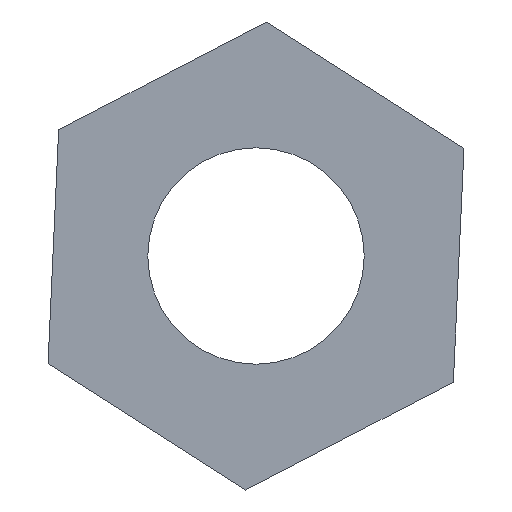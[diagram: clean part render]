
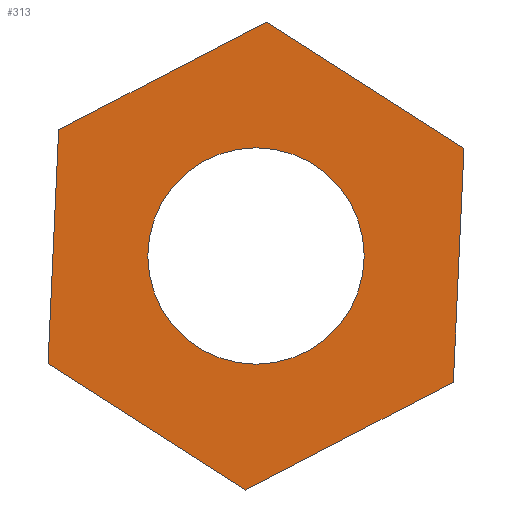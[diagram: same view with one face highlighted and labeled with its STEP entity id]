
A CAD part, front view. The second image highlights one B-rep face of the part: STEP entity #313.
In plain terms, the highlighted planar face has unit normal (0, -1, 0).
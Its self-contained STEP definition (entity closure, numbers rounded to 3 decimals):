
#4 = CARTESIAN_POINT ( 'NONE',  ( 0., -2.025, -2.6 ) ) ;
#5 = VECTOR ( 'NONE', #159, 1000. ) ;
#7 = DIRECTION ( 'NONE',  ( 0., 0., 1. ) ) ;
#14 = VERTEX_POINT ( 'NONE', #94 ) ;
#22 = EDGE_CURVE ( 'NONE', #77, #14, #147, .T. ) ;
#28 = AXIS2_PLACEMENT_3D ( 'NONE', #89, #124, #193 ) ;
#34 = DIRECTION ( 'NONE',  ( 0.842, 0., -0.539 ) ) ;
#37 = ORIENTED_EDGE ( 'NONE', *, *, #281, .F. ) ;
#38 = VECTOR ( 'NONE', #34, 1000. ) ;
#49 = CARTESIAN_POINT ( 'NONE',  ( 4.998, -2.025, 2.59 ) ) ;
#51 = ORIENTED_EDGE ( 'NONE', *, *, #324, .F. ) ;
#52 = CARTESIAN_POINT ( 'NONE',  ( 4.742, -2.025, -3.033 ) ) ;
#53 = ORIENTED_EDGE ( 'NONE', *, *, #222, .F. ) ;
#58 = CIRCLE ( 'NONE', #110, 2.6 ) ;
#61 = VERTEX_POINT ( 'NONE', #181 ) ;
#63 = EDGE_CURVE ( 'NONE', #212, #301, #114, .T. ) ;
#77 = VERTEX_POINT ( 'NONE', #232 ) ;
#84 = CARTESIAN_POINT ( 'NONE',  ( 0., -2.025, 2.6 ) ) ;
#86 = CARTESIAN_POINT ( 'NONE',  ( 0., -2.025, 0. ) ) ;
#88 = ORIENTED_EDGE ( 'NONE', *, *, #122, .F. ) ;
#89 = CARTESIAN_POINT ( 'NONE',  ( 0., -2.025, 0. ) ) ;
#94 = CARTESIAN_POINT ( 'NONE',  ( 0.256, -2.025, 5.623 ) ) ;
#103 = CARTESIAN_POINT ( 'NONE',  ( -0.256, -2.025, -5.623 ) ) ;
#107 = CARTESIAN_POINT ( 'NONE',  ( -0.256, -2.025, -5.623 ) ) ;
#109 = VERTEX_POINT ( 'NONE', #49 ) ;
#110 = AXIS2_PLACEMENT_3D ( 'NONE', #86, #245, #7 ) ;
#114 = CIRCLE ( 'NONE', #194, 2.6 ) ;
#118 = DIRECTION ( 'NONE',  ( 0.045, 0., 0.999 ) ) ;
#119 = VERTEX_POINT ( 'NONE', #332 ) ;
#120 = CARTESIAN_POINT ( 'NONE',  ( -4.998, -2.025, -2.59 ) ) ;
#122 = EDGE_CURVE ( 'NONE', #109, #119, #337, .T. ) ;
#124 = DIRECTION ( 'NONE',  ( 0., 1., 0. ) ) ;
#125 = ORIENTED_EDGE ( 'NONE', *, *, #22, .F. ) ;
#131 = CARTESIAN_POINT ( 'NONE',  ( 0., -2.025, 0. ) ) ;
#132 = DIRECTION ( 'NONE',  ( 0.888, 0., 0.46 ) ) ;
#136 = VERTEX_POINT ( 'NONE', #107 ) ;
#138 = EDGE_LOOP ( 'NONE', ( #216, #271 ) ) ;
#146 = CARTESIAN_POINT ( 'NONE',  ( 0.256, -2.025, 5.623 ) ) ;
#147 = LINE ( 'NONE', #229, #195 ) ;
#150 = FACE_OUTER_BOUND ( 'NONE', #217, .T. ) ;
#158 = DIRECTION ( 'NONE',  ( 0., 0., 1. ) ) ;
#159 = DIRECTION ( 'NONE',  ( -0.045, 0., -0.999 ) ) ;
#168 = LINE ( 'NONE', #120, #208 ) ;
#181 = CARTESIAN_POINT ( 'NONE',  ( -4.998, -2.025, -2.59 ) ) ;
#183 = DIRECTION ( 'NONE',  ( -0.842, 0., 0.539 ) ) ;
#189 = DIRECTION ( 'NONE',  ( -0.888, 0., -0.46 ) ) ;
#193 = DIRECTION ( 'NONE',  ( 0., 0., 1. ) ) ;
#194 = AXIS2_PLACEMENT_3D ( 'NONE', #131, #307, #158 ) ;
#195 = VECTOR ( 'NONE', #132, 1000. ) ;
#201 = LINE ( 'NONE', #103, #219 ) ;
#208 = VECTOR ( 'NONE', #118, 1000. ) ;
#212 = VERTEX_POINT ( 'NONE', #84 ) ;
#216 = ORIENTED_EDGE ( 'NONE', *, *, #63, .F. ) ;
#217 = EDGE_LOOP ( 'NONE', ( #88, #273, #125, #37, #51, #53 ) ) ;
#219 = VECTOR ( 'NONE', #183, 1000. ) ;
#222 = EDGE_CURVE ( 'NONE', #119, #136, #317, .T. ) ;
#229 = CARTESIAN_POINT ( 'NONE',  ( -4.742, -2.025, 3.033 ) ) ;
#232 = CARTESIAN_POINT ( 'NONE',  ( -4.742, -2.025, 3.033 ) ) ;
#245 = DIRECTION ( 'NONE',  ( 0., -1., 0. ) ) ;
#251 = PLANE ( 'NONE',  #28 ) ;
#253 = LINE ( 'NONE', #146, #38 ) ;
#271 = ORIENTED_EDGE ( 'NONE', *, *, #296, .F. ) ;
#273 = ORIENTED_EDGE ( 'NONE', *, *, #300, .F. ) ;
#279 = CARTESIAN_POINT ( 'NONE',  ( 4.998, -2.025, 2.59 ) ) ;
#281 = EDGE_CURVE ( 'NONE', #61, #77, #168, .T. ) ;
#296 = EDGE_CURVE ( 'NONE', #301, #212, #58, .T. ) ;
#300 = EDGE_CURVE ( 'NONE', #14, #109, #253, .T. ) ;
#301 = VERTEX_POINT ( 'NONE', #4 ) ;
#307 = DIRECTION ( 'NONE',  ( 0., -1., 0. ) ) ;
#313 = ADVANCED_FACE ( 'NONE', ( #323, #150 ), #251, .F. ) ;
#317 = LINE ( 'NONE', #52, #326 ) ;
#323 = FACE_BOUND ( 'NONE', #138, .T. ) ;
#324 = EDGE_CURVE ( 'NONE', #136, #61, #201, .T. ) ;
#326 = VECTOR ( 'NONE', #189, 1000. ) ;
#332 = CARTESIAN_POINT ( 'NONE',  ( 4.742, -2.025, -3.033 ) ) ;
#337 = LINE ( 'NONE', #279, #5 ) ;
